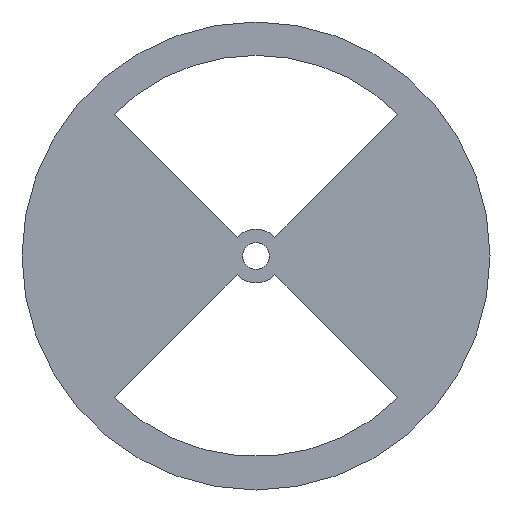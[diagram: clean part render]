
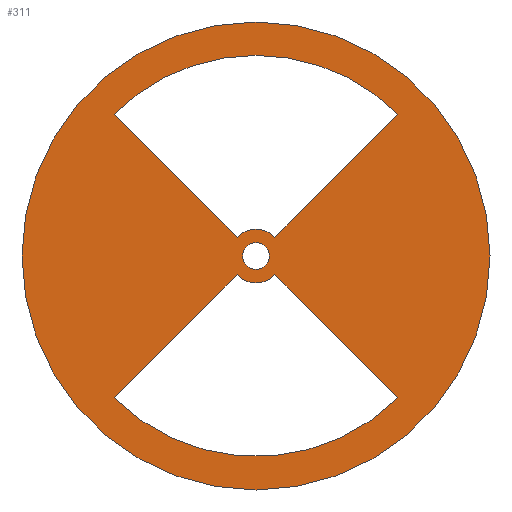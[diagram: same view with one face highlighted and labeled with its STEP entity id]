
A CAD part, front view. The second image highlights one B-rep face of the part: STEP entity #311.
In plain terms, the highlighted planar face has unit normal (0, -1, 0).
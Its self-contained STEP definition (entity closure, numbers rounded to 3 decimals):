
#3 = CARTESIAN_POINT ( 'NONE',  ( 0., -120., -350. ) ) ;
#12 = VERTEX_POINT ( 'NONE', #80 ) ;
#15 = DIRECTION ( 'NONE',  ( 0., 1., 0. ) ) ;
#39 = VERTEX_POINT ( 'NONE', #507 ) ;
#41 = CARTESIAN_POINT ( 'NONE',  ( -212.132, -120., 212.132 ) ) ;
#52 = LINE ( 'NONE', #443, #368 ) ;
#59 = DIRECTION ( 'NONE',  ( 0., -1., 0. ) ) ;
#61 = VECTOR ( 'NONE', #750, 1000. ) ;
#68 = EDGE_CURVE ( 'NONE', #159, #616, #189, .T. ) ;
#80 = CARTESIAN_POINT ( 'NONE',  ( 0., -120., -20. ) ) ;
#82 = DIRECTION ( 'NONE',  ( 0., 0., 1. ) ) ;
#85 = DIRECTION ( 'NONE',  ( 0., 1., 0. ) ) ;
#86 = DIRECTION ( 'NONE',  ( 0., 0., 1. ) ) ;
#87 = EDGE_CURVE ( 'NONE', #128, #598, #261, .T. ) ;
#88 = DIRECTION ( 'NONE',  ( 0., 0., 1. ) ) ;
#91 = CIRCLE ( 'NONE', #603, 350. ) ;
#93 = CARTESIAN_POINT ( 'NONE',  ( 28.284, -120., 28.284 ) ) ;
#97 = VERTEX_POINT ( 'NONE', #384 ) ;
#103 = LINE ( 'NONE', #490, #488 ) ;
#104 = DIRECTION ( 'NONE',  ( 0., 0., 1. ) ) ;
#108 = ORIENTED_EDGE ( 'NONE', *, *, #373, .T. ) ;
#109 = EDGE_CURVE ( 'NONE', #764, #128, #611, .T. ) ;
#110 = CIRCLE ( 'NONE', #539, 300. ) ;
#111 = CIRCLE ( 'NONE', #727, 40. ) ;
#118 = DIRECTION ( 'NONE',  ( 0., 0., 1. ) ) ;
#120 = CARTESIAN_POINT ( 'NONE',  ( 0., -120., 40. ) ) ;
#123 = DIRECTION ( 'NONE',  ( 0., 1., 0. ) ) ;
#128 = VERTEX_POINT ( 'NONE', #693 ) ;
#132 = CARTESIAN_POINT ( 'NONE',  ( 0., -120., 0. ) ) ;
#133 = EDGE_LOOP ( 'NONE', ( #535, #331 ) ) ;
#136 = VECTOR ( 'NONE', #664, 1000. ) ;
#137 = DIRECTION ( 'NONE',  ( 0., 1., 0. ) ) ;
#146 = ORIENTED_EDGE ( 'NONE', *, *, #109, .T. ) ;
#152 = ORIENTED_EDGE ( 'NONE', *, *, #68, .T. ) ;
#155 = LINE ( 'NONE', #421, #136 ) ;
#159 = VERTEX_POINT ( 'NONE', #758 ) ;
#167 = DIRECTION ( 'NONE',  ( 0., -1., 0. ) ) ;
#169 = AXIS2_PLACEMENT_3D ( 'NONE', #313, #257, #88 ) ;
#170 = PLANE ( 'NONE',  #222 ) ;
#175 = DIRECTION ( 'NONE',  ( 0., 0., 1. ) ) ;
#177 = ORIENTED_EDGE ( 'NONE', *, *, #387, .T. ) ;
#178 = CARTESIAN_POINT ( 'NONE',  ( 0., -120., 0. ) ) ;
#189 = CIRCLE ( 'NONE', #784, 300. ) ;
#199 = DIRECTION ( 'NONE',  ( 0., 0., 1. ) ) ;
#222 = AXIS2_PLACEMENT_3D ( 'NONE', #478, #531, #588 ) ;
#227 = VERTEX_POINT ( 'NONE', #93 ) ;
#252 = CARTESIAN_POINT ( 'NONE',  ( 0., -120., 0. ) ) ;
#256 = DIRECTION ( 'NONE',  ( 0., 0., 1. ) ) ;
#257 = DIRECTION ( 'NONE',  ( 0., 1., 0. ) ) ;
#261 = LINE ( 'NONE', #310, #61 ) ;
#274 = ORIENTED_EDGE ( 'NONE', *, *, #288, .T. ) ;
#287 = ORIENTED_EDGE ( 'NONE', *, *, #338, .T. ) ;
#288 = EDGE_CURVE ( 'NONE', #762, #39, #111, .T. ) ;
#300 = CIRCLE ( 'NONE', #448, 40. ) ;
#302 = EDGE_CURVE ( 'NONE', #227, #762, #385, .T. ) ;
#307 = VERTEX_POINT ( 'NONE', #536 ) ;
#310 = CARTESIAN_POINT ( 'NONE',  ( 0., -120., 0. ) ) ;
#311 = ADVANCED_FACE ( 'NONE', ( #371, #520, #417, #334 ), #170, .F. ) ;
#313 = CARTESIAN_POINT ( 'NONE',  ( 0., -120., 0. ) ) ;
#319 = VERTEX_POINT ( 'NONE', #3 ) ;
#331 = ORIENTED_EDGE ( 'NONE', *, *, #495, .T. ) ;
#334 = FACE_OUTER_BOUND ( 'NONE', #684, .T. ) ;
#338 = EDGE_CURVE ( 'NONE', #616, #227, #103, .T. ) ;
#342 = CIRCLE ( 'NONE', #653, 20. ) ;
#352 = CIRCLE ( 'NONE', #736, 20. ) ;
#359 = DIRECTION ( 'NONE',  ( -0.707, 0., -0.707 ) ) ;
#362 = ORIENTED_EDGE ( 'NONE', *, *, #87, .T. ) ;
#367 = EDGE_CURVE ( 'NONE', #598, #307, #300, .T. ) ;
#368 = VECTOR ( 'NONE', #623, 1000. ) ;
#371 = FACE_BOUND ( 'NONE', #640, .T. ) ;
#373 = EDGE_CURVE ( 'NONE', #591, #159, #110, .T. ) ;
#377 = ORIENTED_EDGE ( 'NONE', *, *, #481, .F. ) ;
#384 = CARTESIAN_POINT ( 'NONE',  ( 0., -120., 350. ) ) ;
#385 = CIRCLE ( 'NONE', #715, 40. ) ;
#387 = EDGE_CURVE ( 'NONE', #307, #764, #155, .T. ) ;
#405 = CARTESIAN_POINT ( 'NONE',  ( 0., -120., 0. ) ) ;
#417 = FACE_BOUND ( 'NONE', #133, .T. ) ;
#418 = DIRECTION ( 'NONE',  ( 0., 0., 1. ) ) ;
#421 = CARTESIAN_POINT ( 'NONE',  ( 0., -120., 0. ) ) ;
#438 = CARTESIAN_POINT ( 'NONE',  ( 0., -120., 0. ) ) ;
#443 = CARTESIAN_POINT ( 'NONE',  ( 0., -120., 0. ) ) ;
#448 = AXIS2_PLACEMENT_3D ( 'NONE', #178, #59, #118 ) ;
#465 = EDGE_CURVE ( 'NONE', #39, #591, #52, .T. ) ;
#466 = ORIENTED_EDGE ( 'NONE', *, *, #367, .T. ) ;
#471 = EDGE_CURVE ( 'NONE', #97, #319, #517, .T. ) ;
#474 = CARTESIAN_POINT ( 'NONE',  ( 0., -120., 0. ) ) ;
#477 = VERTEX_POINT ( 'NONE', #749 ) ;
#478 = CARTESIAN_POINT ( 'NONE',  ( 0., -120., 0. ) ) ;
#481 = EDGE_CURVE ( 'NONE', #319, #97, #91, .T. ) ;
#488 = VECTOR ( 'NONE', #359, 1000. ) ;
#490 = CARTESIAN_POINT ( 'NONE',  ( 0., -120., 0. ) ) ;
#495 = EDGE_CURVE ( 'NONE', #12, #477, #352, .T. ) ;
#507 = CARTESIAN_POINT ( 'NONE',  ( -28.284, -120., 28.284 ) ) ;
#517 = CIRCLE ( 'NONE', #169, 350. ) ;
#520 = FACE_BOUND ( 'NONE', #658, .T. ) ;
#531 = DIRECTION ( 'NONE',  ( 0., 1., 0. ) ) ;
#535 = ORIENTED_EDGE ( 'NONE', *, *, #776, .T. ) ;
#536 = CARTESIAN_POINT ( 'NONE',  ( 28.284, -120., -28.284 ) ) ;
#539 = AXIS2_PLACEMENT_3D ( 'NONE', #540, #123, #175 ) ;
#540 = CARTESIAN_POINT ( 'NONE',  ( 0., -120., 0. ) ) ;
#542 = CARTESIAN_POINT ( 'NONE',  ( 212.132, -120., -212.132 ) ) ;
#577 = CARTESIAN_POINT ( 'NONE',  ( -28.284, -120., -28.284 ) ) ;
#586 = DIRECTION ( 'NONE',  ( 0., -1., 0. ) ) ;
#588 = DIRECTION ( 'NONE',  ( 0., 0., 1. ) ) ;
#590 = AXIS2_PLACEMENT_3D ( 'NONE', #252, #137, #199 ) ;
#591 = VERTEX_POINT ( 'NONE', #41 ) ;
#598 = VERTEX_POINT ( 'NONE', #577 ) ;
#600 = CARTESIAN_POINT ( 'NONE',  ( 0., -120., 0. ) ) ;
#603 = AXIS2_PLACEMENT_3D ( 'NONE', #438, #15, #256 ) ;
#611 = CIRCLE ( 'NONE', #590, 300. ) ;
#616 = VERTEX_POINT ( 'NONE', #632 ) ;
#623 = DIRECTION ( 'NONE',  ( -0.707, 0., 0.707 ) ) ;
#631 = ORIENTED_EDGE ( 'NONE', *, *, #465, .T. ) ;
#632 = CARTESIAN_POINT ( 'NONE',  ( 212.132, -120., 212.132 ) ) ;
#633 = DIRECTION ( 'NONE',  ( 0., 1., 0. ) ) ;
#640 = EDGE_LOOP ( 'NONE', ( #362, #466, #177, #146 ) ) ;
#653 = AXIS2_PLACEMENT_3D ( 'NONE', #600, #667, #728 ) ;
#658 = EDGE_LOOP ( 'NONE', ( #631, #108, #152, #287, #708, #274 ) ) ;
#664 = DIRECTION ( 'NONE',  ( 0.707, 0., -0.707 ) ) ;
#667 = DIRECTION ( 'NONE',  ( 0., 1., 0. ) ) ;
#683 = CARTESIAN_POINT ( 'NONE',  ( 0., -120., 0. ) ) ;
#684 = EDGE_LOOP ( 'NONE', ( #761, #377 ) ) ;
#693 = CARTESIAN_POINT ( 'NONE',  ( -212.132, -120., -212.132 ) ) ;
#708 = ORIENTED_EDGE ( 'NONE', *, *, #302, .T. ) ;
#715 = AXIS2_PLACEMENT_3D ( 'NONE', #474, #167, #104 ) ;
#727 = AXIS2_PLACEMENT_3D ( 'NONE', #405, #586, #418 ) ;
#728 = DIRECTION ( 'NONE',  ( 0., 0., 1. ) ) ;
#736 = AXIS2_PLACEMENT_3D ( 'NONE', #132, #85, #82 ) ;
#749 = CARTESIAN_POINT ( 'NONE',  ( 0., -120., 20. ) ) ;
#750 = DIRECTION ( 'NONE',  ( 0.707, 0., 0.707 ) ) ;
#758 = CARTESIAN_POINT ( 'NONE',  ( 0., -120., 300. ) ) ;
#761 = ORIENTED_EDGE ( 'NONE', *, *, #471, .F. ) ;
#762 = VERTEX_POINT ( 'NONE', #120 ) ;
#764 = VERTEX_POINT ( 'NONE', #542 ) ;
#776 = EDGE_CURVE ( 'NONE', #477, #12, #342, .T. ) ;
#784 = AXIS2_PLACEMENT_3D ( 'NONE', #683, #633, #86 ) ;
